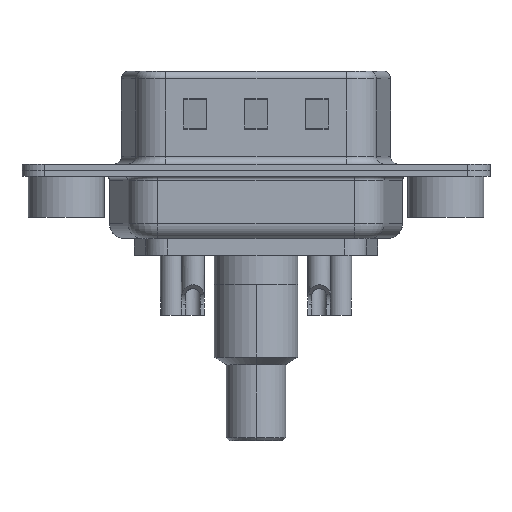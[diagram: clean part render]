
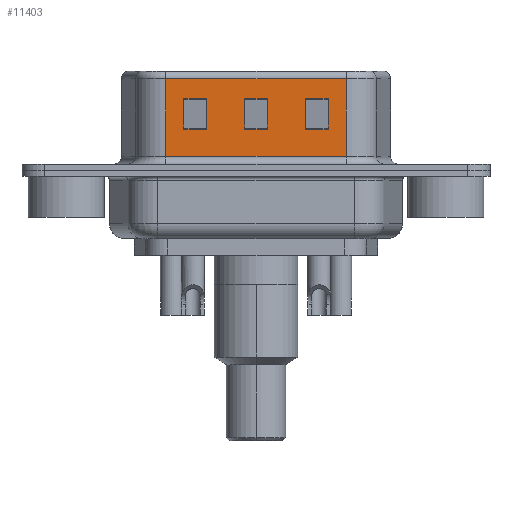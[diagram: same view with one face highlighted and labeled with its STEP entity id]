
A CAD part, front view. The second image highlights one B-rep face of the part: STEP entity #11403.
In plain terms, the highlighted planar face has unit normal (0, -1, 0).
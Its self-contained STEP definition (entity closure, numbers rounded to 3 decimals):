
#188 = DIRECTION ( 'NONE',  ( 0., 0., -1. ) ) ;
#212 = EDGE_CURVE ( 'NONE', #9982, #15970, #15193, .T. ) ;
#304 = EDGE_LOOP ( 'NONE', ( #2747, #8969, #3386, #14178 ) ) ;
#378 = CARTESIAN_POINT ( 'NONE',  ( 15.75, -4.58, 6.52 ) ) ;
#406 = CARTESIAN_POINT ( 'NONE',  ( 18.45, -4.58, 6.52 ) ) ;
#470 = DIRECTION ( 'NONE',  ( 0., 0., -1. ) ) ;
#595 = CARTESIAN_POINT ( 'NONE',  ( 7.75, -4.58, 2.705 ) ) ;
#615 = LINE ( 'NONE', #14412, #3827 ) ;
#666 = VERTEX_POINT ( 'NONE', #10318 ) ;
#796 = EDGE_CURVE ( 'NONE', #16857, #2151, #13949, .T. ) ;
#912 = VECTOR ( 'NONE', #7178, 1000. ) ;
#918 = CARTESIAN_POINT ( 'NONE',  ( 18.45, -4.58, 0.9 ) ) ;
#1042 = EDGE_CURVE ( 'NONE', #12420, #5398, #6136, .T. ) ;
#1144 = CARTESIAN_POINT ( 'NONE',  ( 18.45, -4.58, 6.02 ) ) ;
#1276 = CARTESIAN_POINT ( 'NONE',  ( 18.45, -4.58, 0.9 ) ) ;
#1277 = LINE ( 'NONE', #9897, #4862 ) ;
#1343 = CARTESIAN_POINT ( 'NONE',  ( 7.75, -4.58, 4.705 ) ) ;
#1364 = EDGE_CURVE ( 'NONE', #10613, #6152, #12246, .T. ) ;
#1478 = DIRECTION ( 'NONE',  ( -1., 0., 0. ) ) ;
#1755 = VECTOR ( 'NONE', #14807, 1000. ) ;
#1897 = VECTOR ( 'NONE', #1478, 1000. ) ;
#2020 = CARTESIAN_POINT ( 'NONE',  ( 18.45, -4.58, 4.705 ) ) ;
#2151 = VERTEX_POINT ( 'NONE', #11638 ) ;
#2287 = ORIENTED_EDGE ( 'NONE', *, *, #15484, .F. ) ;
#2315 = EDGE_CURVE ( 'NONE', #3359, #9982, #17434, .T. ) ;
#2346 = FACE_BOUND ( 'NONE', #304, .T. ) ;
#2472 = VECTOR ( 'NONE', #7819, 1000. ) ;
#2507 = LINE ( 'NONE', #5988, #13278 ) ;
#2547 = DIRECTION ( 'NONE',  ( -1., 0., 0. ) ) ;
#2605 = EDGE_CURVE ( 'NONE', #2151, #7391, #2507, .T. ) ;
#2747 = ORIENTED_EDGE ( 'NONE', *, *, #3788, .T. ) ;
#2774 = VECTOR ( 'NONE', #17053, 1000. ) ;
#3007 = CARTESIAN_POINT ( 'NONE',  ( 6.55, -4.58, 0.9 ) ) ;
#3237 = CARTESIAN_POINT ( 'NONE',  ( 13.25, -4.58, 4.705 ) ) ;
#3304 = DIRECTION ( 'NONE',  ( -1., 0., 0. ) ) ;
#3341 = VERTEX_POINT ( 'NONE', #1343 ) ;
#3359 = VERTEX_POINT ( 'NONE', #6925 ) ;
#3386 = ORIENTED_EDGE ( 'NONE', *, *, #16331, .T. ) ;
#3684 = VECTOR ( 'NONE', #188, 1000. ) ;
#3788 = EDGE_CURVE ( 'NONE', #5186, #12119, #13247, .T. ) ;
#3827 = VECTOR ( 'NONE', #7688, 1000. ) ;
#4138 = VECTOR ( 'NONE', #12710, 1000. ) ;
#4237 = CARTESIAN_POINT ( 'NONE',  ( 11.75, -4.58, 4.705 ) ) ;
#4490 = DIRECTION ( 'NONE',  ( 0., 0., 1. ) ) ;
#4862 = VECTOR ( 'NONE', #470, 1000. ) ;
#5186 = VERTEX_POINT ( 'NONE', #4237 ) ;
#5191 = CARTESIAN_POINT ( 'NONE',  ( 6.55, -4.58, 6.52 ) ) ;
#5332 = LINE ( 'NONE', #12101, #1755 ) ;
#5398 = VERTEX_POINT ( 'NONE', #12793 ) ;
#5478 = FACE_BOUND ( 'NONE', #8961, .T. ) ;
#5534 = EDGE_LOOP ( 'NONE', ( #7431, #13620, #12462, #12759 ) ) ;
#5620 = VECTOR ( 'NONE', #11668, 1000. ) ;
#5708 = LINE ( 'NONE', #17009, #12479 ) ;
#5879 = DIRECTION ( 'NONE',  ( 0., 0., -1. ) ) ;
#5988 = CARTESIAN_POINT ( 'NONE',  ( 14.45, -4.58, 2.705 ) ) ;
#6136 = LINE ( 'NONE', #17422, #9697 ) ;
#6152 = VERTEX_POINT ( 'NONE', #13015 ) ;
#6809 = VECTOR ( 'NONE', #5879, 1000. ) ;
#6925 = CARTESIAN_POINT ( 'NONE',  ( 18.45, -4.58, 6.02 ) ) ;
#7063 = ORIENTED_EDGE ( 'NONE', *, *, #11264, .T. ) ;
#7178 = DIRECTION ( 'NONE',  ( 0., 0., -1. ) ) ;
#7205 = VECTOR ( 'NONE', #11141, 1000. ) ;
#7305 = CARTESIAN_POINT ( 'NONE',  ( 11.75, -4.58, 6.52 ) ) ;
#7391 = VERTEX_POINT ( 'NONE', #595 ) ;
#7431 = ORIENTED_EDGE ( 'NONE', *, *, #796, .T. ) ;
#7631 = DIRECTION ( 'NONE',  ( 1., 0., 0. ) ) ;
#7688 = DIRECTION ( 'NONE',  ( -1., 0., 0. ) ) ;
#7819 = DIRECTION ( 'NONE',  ( 1., 0., 0. ) ) ;
#7911 = EDGE_CURVE ( 'NONE', #12049, #5186, #11237, .T. ) ;
#8023 = AXIS2_PLACEMENT_3D ( 'NONE', #406, #12552, #4490 ) ;
#8961 = EDGE_LOOP ( 'NONE', ( #11740, #15848, #7063, #9851 ) ) ;
#8969 = ORIENTED_EDGE ( 'NONE', *, *, #9146, .T. ) ;
#9146 = EDGE_CURVE ( 'NONE', #12119, #666, #15198, .T. ) ;
#9231 = LINE ( 'NONE', #10325, #5620 ) ;
#9668 = CARTESIAN_POINT ( 'NONE',  ( 9.25, -4.58, 6.52 ) ) ;
#9697 = VECTOR ( 'NONE', #14608, 1000. ) ;
#9851 = ORIENTED_EDGE ( 'NONE', *, *, #1042, .T. ) ;
#9897 = CARTESIAN_POINT ( 'NONE',  ( 18.45, -4.58, 6.52 ) ) ;
#9982 = VERTEX_POINT ( 'NONE', #15301 ) ;
#10318 = CARTESIAN_POINT ( 'NONE',  ( 13.25, -4.58, 2.705 ) ) ;
#10325 = CARTESIAN_POINT ( 'NONE',  ( 17.25, -4.58, 6.52 ) ) ;
#10613 = VERTEX_POINT ( 'NONE', #16499 ) ;
#10776 = LINE ( 'NONE', #378, #7205 ) ;
#11141 = DIRECTION ( 'NONE',  ( 0., 0., 1. ) ) ;
#11237 = LINE ( 'NONE', #7305, #4138 ) ;
#11249 = CARTESIAN_POINT ( 'NONE',  ( 9.25, -4.58, 4.705 ) ) ;
#11264 = EDGE_CURVE ( 'NONE', #6152, #12420, #10776, .T. ) ;
#11403 = ADVANCED_FACE ( 'NONE', ( #12666, #5478, #2346, #16208 ), #16510, .F. ) ;
#11638 = CARTESIAN_POINT ( 'NONE',  ( 9.25, -4.58, 2.705 ) ) ;
#11668 = DIRECTION ( 'NONE',  ( 0., 0., -1. ) ) ;
#11740 = ORIENTED_EDGE ( 'NONE', *, *, #16995, .T. ) ;
#12049 = VERTEX_POINT ( 'NONE', #12588 ) ;
#12101 = CARTESIAN_POINT ( 'NONE',  ( 7.75, -4.58, 6.52 ) ) ;
#12119 = VERTEX_POINT ( 'NONE', #3237 ) ;
#12246 = LINE ( 'NONE', #16551, #1897 ) ;
#12420 = VERTEX_POINT ( 'NONE', #15953 ) ;
#12462 = ORIENTED_EDGE ( 'NONE', *, *, #12535, .T. ) ;
#12479 = VECTOR ( 'NONE', #7631, 1000. ) ;
#12535 = EDGE_CURVE ( 'NONE', #7391, #3341, #5332, .T. ) ;
#12552 = DIRECTION ( 'NONE',  ( 0., 1., 0. ) ) ;
#12588 = CARTESIAN_POINT ( 'NONE',  ( 11.75, -4.58, 2.705 ) ) ;
#12666 = FACE_BOUND ( 'NONE', #5534, .T. ) ;
#12710 = DIRECTION ( 'NONE',  ( 0., 0., 1. ) ) ;
#12759 = ORIENTED_EDGE ( 'NONE', *, *, #14345, .T. ) ;
#12793 = CARTESIAN_POINT ( 'NONE',  ( 17.25, -4.58, 4.705 ) ) ;
#13015 = CARTESIAN_POINT ( 'NONE',  ( 15.75, -4.58, 2.705 ) ) ;
#13247 = LINE ( 'NONE', #2020, #2472 ) ;
#13278 = VECTOR ( 'NONE', #2547, 1000. ) ;
#13620 = ORIENTED_EDGE ( 'NONE', *, *, #2605, .T. ) ;
#13898 = CARTESIAN_POINT ( 'NONE',  ( 13.25, -4.58, 6.52 ) ) ;
#13905 = VECTOR ( 'NONE', #3304, 1000. ) ;
#13922 = EDGE_LOOP ( 'NONE', ( #2287, #13991, #15867, #14352 ) ) ;
#13949 = LINE ( 'NONE', #9668, #6809 ) ;
#13991 = ORIENTED_EDGE ( 'NONE', *, *, #2315, .T. ) ;
#14178 = ORIENTED_EDGE ( 'NONE', *, *, #7911, .T. ) ;
#14345 = EDGE_CURVE ( 'NONE', #3341, #16857, #5708, .T. ) ;
#14352 = ORIENTED_EDGE ( 'NONE', *, *, #15105, .T. ) ;
#14412 = CARTESIAN_POINT ( 'NONE',  ( 18.45, -4.58, 2.705 ) ) ;
#14608 = DIRECTION ( 'NONE',  ( 1., 0., 0. ) ) ;
#14699 = VERTEX_POINT ( 'NONE', #1276 ) ;
#14807 = DIRECTION ( 'NONE',  ( 0., 0., 1. ) ) ;
#15105 = EDGE_CURVE ( 'NONE', #15970, #14699, #16620, .T. ) ;
#15193 = LINE ( 'NONE', #5191, #3684 ) ;
#15198 = LINE ( 'NONE', #13898, #912 ) ;
#15301 = CARTESIAN_POINT ( 'NONE',  ( 6.55, -4.58, 6.02 ) ) ;
#15484 = EDGE_CURVE ( 'NONE', #3359, #14699, #1277, .T. ) ;
#15848 = ORIENTED_EDGE ( 'NONE', *, *, #1364, .T. ) ;
#15867 = ORIENTED_EDGE ( 'NONE', *, *, #212, .T. ) ;
#15953 = CARTESIAN_POINT ( 'NONE',  ( 15.75, -4.58, 4.705 ) ) ;
#15970 = VERTEX_POINT ( 'NONE', #3007 ) ;
#16208 = FACE_OUTER_BOUND ( 'NONE', #13922, .T. ) ;
#16331 = EDGE_CURVE ( 'NONE', #666, #12049, #615, .T. ) ;
#16499 = CARTESIAN_POINT ( 'NONE',  ( 17.25, -4.58, 2.705 ) ) ;
#16510 = PLANE ( 'NONE',  #8023 ) ;
#16551 = CARTESIAN_POINT ( 'NONE',  ( 22.45, -4.58, 2.705 ) ) ;
#16620 = LINE ( 'NONE', #918, #2774 ) ;
#16857 = VERTEX_POINT ( 'NONE', #11249 ) ;
#16995 = EDGE_CURVE ( 'NONE', #5398, #10613, #9231, .T. ) ;
#17009 = CARTESIAN_POINT ( 'NONE',  ( 14.45, -4.58, 4.705 ) ) ;
#17053 = DIRECTION ( 'NONE',  ( 1., 0., 0. ) ) ;
#17422 = CARTESIAN_POINT ( 'NONE',  ( 22.45, -4.58, 4.705 ) ) ;
#17434 = LINE ( 'NONE', #1144, #13905 ) ;
